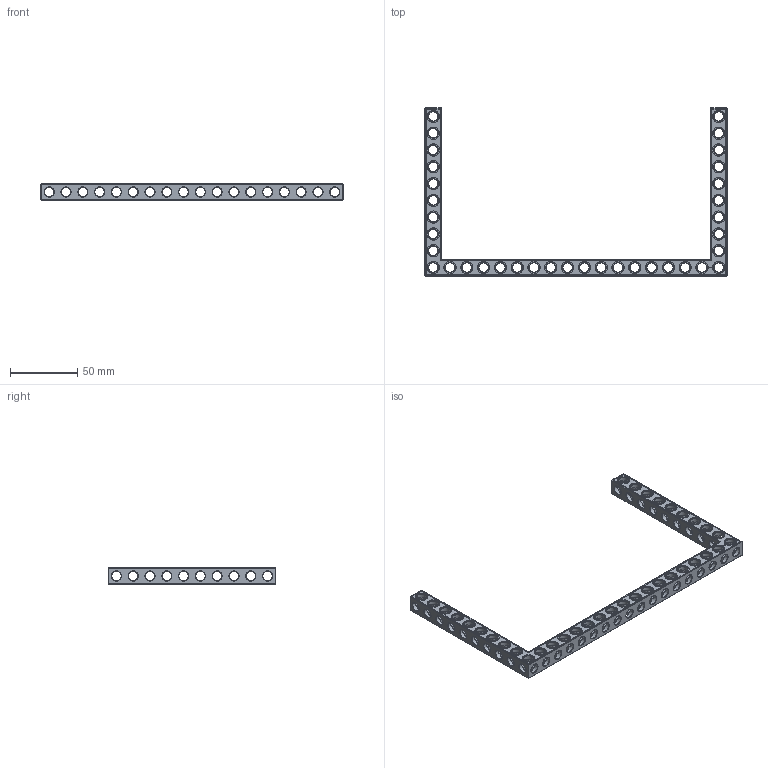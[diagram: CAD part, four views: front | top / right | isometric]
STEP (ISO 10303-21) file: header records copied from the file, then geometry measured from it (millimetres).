
FILE_DESCRIPTION(('FreeCAD Model'),'2;1');
FILE_NAME('Open CASCADE Shape Model','2022-03-06T22:56:18',('Author'),( ''),'Open CASCADE STEP processor 7.5','FreeCAD','Unknown');
FILE_SCHEMA(('AUTOMOTIVE_DESIGN { 1 0 10303 214 1 1 1 1 }'));
Products named in the file (1): Beam AGD ESS USH SYM BU18x10x01 - SPN-BEM-0602 (stemfie.org)
Bounding box: 225 x 125 x 12.5 mm (x, y, z)
Volume: 35169.2 mm3; surface area: 31421.5 mm2
Topology: 1 solids, 1 shells, 940 faces, 2872 edges, 1860 vertices
Faces by surface type: plane 401, cylinder 217, extrusion 176, cone 146
Full cylindrical faces by diameter (mm): 6.98 x22, 7 x159, 9.2 x36
Entity records: 168380 total; most frequent: CARTESIAN_POINT 114833, DIRECTION 8686, ORIENTED_EDGE 5744, PCURVE 5744, DEFINITIONAL_REPRESENTATION 5744, VECTOR 5346, LINE 5170, EDGE_CURVE 2872
